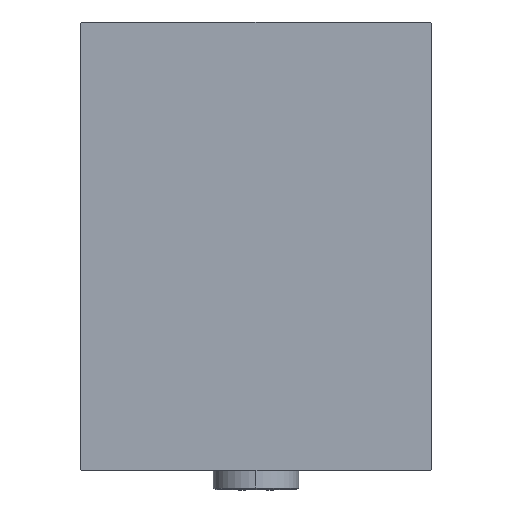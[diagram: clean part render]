
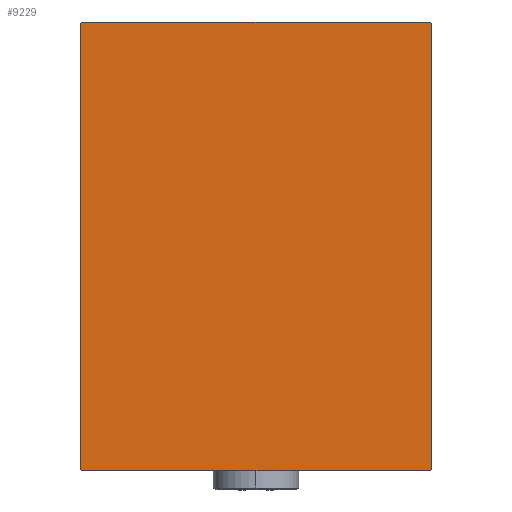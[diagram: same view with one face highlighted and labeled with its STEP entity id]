
A CAD part, left-side view. The second image highlights one B-rep face of the part: STEP entity #9229.
In plain terms, the highlighted face is planar.
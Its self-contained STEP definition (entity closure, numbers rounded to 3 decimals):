
#635 = VECTOR ( 'NONE', #22962, 1000. ) ;
#675 = ORIENTED_EDGE ( 'NONE', *, *, #32681, .T. ) ;
#825 = CARTESIAN_POINT ( 'NONE',  ( 108., -45., -57.2 ) ) ;
#1392 = CARTESIAN_POINT ( 'NONE',  ( 108., 44.7, 57.5 ) ) ;
#1938 = ORIENTED_EDGE ( 'NONE', *, *, #11284, .T. ) ;
#2270 = VECTOR ( 'NONE', #9869, 1000. ) ;
#2574 = EDGE_CURVE ( 'NONE', #12143, #26536, #6490, .T. ) ;
#3588 = CARTESIAN_POINT ( 'NONE',  ( 108., 45., -57.2 ) ) ;
#4078 = AXIS2_PLACEMENT_3D ( 'NONE', #41130, #6189, #16845 ) ;
#4583 = EDGE_CURVE ( 'NONE', #41908, #27528, #18690, .T. ) ;
#5373 = VECTOR ( 'NONE', #21828, 1000. ) ;
#6152 = CARTESIAN_POINT ( 'NONE',  ( 108., -44.7, 57.5 ) ) ;
#6189 = DIRECTION ( 'NONE',  ( 1., 0., 0. ) ) ;
#6214 = VECTOR ( 'NONE', #17607, 1000. ) ;
#6483 = VERTEX_POINT ( 'NONE', #6152 ) ;
#6490 = LINE ( 'NONE', #16929, #6214 ) ;
#6696 = ORIENTED_EDGE ( 'NONE', *, *, #40694, .T. ) ;
#7217 = CARTESIAN_POINT ( 'NONE',  ( 108., -44.7, -57.5 ) ) ;
#9229 = ADVANCED_FACE ( 'NONE', ( #17076 ), #41352, .T. ) ;
#9869 = DIRECTION ( 'NONE',  ( 0., -0.707, -0.707 ) ) ;
#11284 = EDGE_CURVE ( 'NONE', #20163, #15589, #23664, .T. ) ;
#11841 = CARTESIAN_POINT ( 'NONE',  ( 108., -45., -57.5 ) ) ;
#12143 = VERTEX_POINT ( 'NONE', #15753 ) ;
#12194 = VECTOR ( 'NONE', #43408, 1000. ) ;
#15589 = VERTEX_POINT ( 'NONE', #1392 ) ;
#15753 = CARTESIAN_POINT ( 'NONE',  ( 108., -45., 57.2 ) ) ;
#16845 = DIRECTION ( 'NONE',  ( 0., 0., -1. ) ) ;
#16929 = CARTESIAN_POINT ( 'NONE',  ( 108., -45., 57.5 ) ) ;
#17076 = FACE_OUTER_BOUND ( 'NONE', #29311, .T. ) ;
#17497 = CARTESIAN_POINT ( 'NONE',  ( 108., -51.1, -51.1 ) ) ;
#17607 = DIRECTION ( 'NONE',  ( 0., 0., -1. ) ) ;
#17791 = EDGE_CURVE ( 'NONE', #20373, #41908, #22285, .T. ) ;
#18400 = LINE ( 'NONE', #39200, #25261 ) ;
#18569 = LINE ( 'NONE', #25954, #5373 ) ;
#18690 = LINE ( 'NONE', #21721, #12194 ) ;
#18858 = ORIENTED_EDGE ( 'NONE', *, *, #22303, .T. ) ;
#20163 = VERTEX_POINT ( 'NONE', #36384 ) ;
#20373 = VERTEX_POINT ( 'NONE', #7217 ) ;
#21721 = CARTESIAN_POINT ( 'NONE',  ( 108., 51.1, -51.1 ) ) ;
#21828 = DIRECTION ( 'NONE',  ( 0., 0., 1. ) ) ;
#22285 = LINE ( 'NONE', #11841, #635 ) ;
#22303 = EDGE_CURVE ( 'NONE', #26536, #20373, #27444, .T. ) ;
#22962 = DIRECTION ( 'NONE',  ( 0., 1., 0. ) ) ;
#23664 = LINE ( 'NONE', #37734, #39617 ) ;
#24493 = CARTESIAN_POINT ( 'NONE',  ( 108., 44.7, -57.5 ) ) ;
#24937 = LINE ( 'NONE', #38310, #2270 ) ;
#25261 = VECTOR ( 'NONE', #43347, 1000. ) ;
#25896 = ORIENTED_EDGE ( 'NONE', *, *, #31298, .T. ) ;
#25954 = CARTESIAN_POINT ( 'NONE',  ( 108., 45., -57.5 ) ) ;
#26536 = VERTEX_POINT ( 'NONE', #825 ) ;
#27347 = DIRECTION ( 'NONE',  ( 0., -0.707, 0.707 ) ) ;
#27444 = LINE ( 'NONE', #17497, #31771 ) ;
#27528 = VERTEX_POINT ( 'NONE', #3588 ) ;
#29311 = EDGE_LOOP ( 'NONE', ( #38427, #32347, #6696, #1938, #675, #25896, #44483, #18858 ) ) ;
#31298 = EDGE_CURVE ( 'NONE', #6483, #12143, #24937, .T. ) ;
#31771 = VECTOR ( 'NONE', #42236, 1000. ) ;
#32347 = ORIENTED_EDGE ( 'NONE', *, *, #4583, .T. ) ;
#32681 = EDGE_CURVE ( 'NONE', #15589, #6483, #18400, .T. ) ;
#36384 = CARTESIAN_POINT ( 'NONE',  ( 108., 45., 57.2 ) ) ;
#37734 = CARTESIAN_POINT ( 'NONE',  ( 108., 51.1, 51.1 ) ) ;
#38310 = CARTESIAN_POINT ( 'NONE',  ( 108., -51.1, 51.1 ) ) ;
#38427 = ORIENTED_EDGE ( 'NONE', *, *, #17791, .T. ) ;
#39200 = CARTESIAN_POINT ( 'NONE',  ( 108., 45., 57.5 ) ) ;
#39617 = VECTOR ( 'NONE', #27347, 1000. ) ;
#40694 = EDGE_CURVE ( 'NONE', #27528, #20163, #18569, .T. ) ;
#41130 = CARTESIAN_POINT ( 'NONE',  ( 108., 0., 0. ) ) ;
#41352 = PLANE ( 'NONE',  #4078 ) ;
#41908 = VERTEX_POINT ( 'NONE', #24493 ) ;
#42236 = DIRECTION ( 'NONE',  ( 0., 0.707, -0.707 ) ) ;
#43347 = DIRECTION ( 'NONE',  ( 0., -1., 0. ) ) ;
#43408 = DIRECTION ( 'NONE',  ( 0., 0.707, 0.707 ) ) ;
#44483 = ORIENTED_EDGE ( 'NONE', *, *, #2574, .T. ) ;
